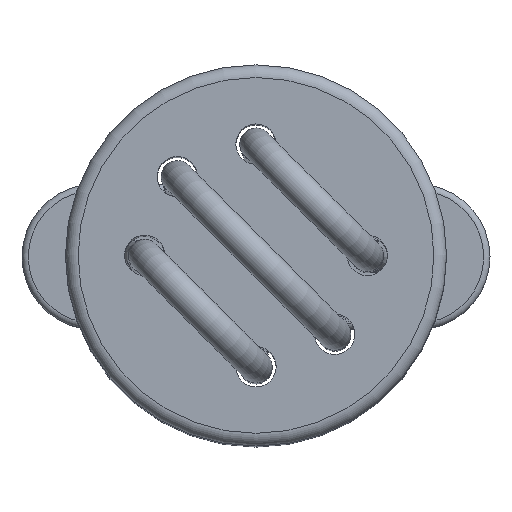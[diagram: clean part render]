
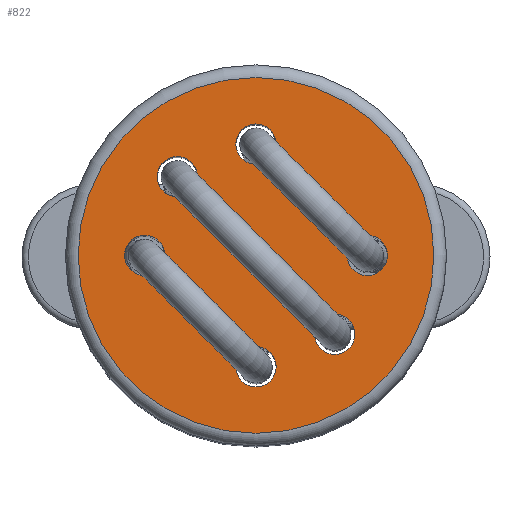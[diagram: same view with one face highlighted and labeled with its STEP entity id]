
A CAD part, top view. The second image highlights one B-rep face of the part: STEP entity #822.
In plain terms, the highlighted planar face has unit normal (0, 0, 1).
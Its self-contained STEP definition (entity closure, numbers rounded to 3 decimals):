
#33=FACE_BOUND('',#224,.T.);
#34=FACE_BOUND('',#225,.T.);
#35=FACE_BOUND('',#226,.T.);
#36=FACE_BOUND('',#227,.T.);
#37=FACE_BOUND('',#228,.T.);
#38=FACE_BOUND('',#229,.T.);
#46=PLANE('',#972);
#167=FACE_OUTER_BOUND('',#223,.T.);
#223=EDGE_LOOP('',(#740,#741));
#224=EDGE_LOOP('',(#742));
#225=EDGE_LOOP('',(#743));
#226=EDGE_LOOP('',(#744));
#227=EDGE_LOOP('',(#745));
#228=EDGE_LOOP('',(#746));
#229=EDGE_LOOP('',(#747));
#319=CIRCLE('',#969,2.8);
#321=CIRCLE('',#971,2.8);
#322=CIRCLE('',#973,0.318);
#323=CIRCLE('',#974,0.318);
#324=CIRCLE('',#975,0.318);
#325=CIRCLE('',#976,0.318);
#326=CIRCLE('',#977,0.318);
#327=CIRCLE('',#978,0.318);
#401=VERTEX_POINT('',#1607);
#402=VERTEX_POINT('',#1608);
#403=VERTEX_POINT('',#1613);
#404=VERTEX_POINT('',#1615);
#405=VERTEX_POINT('',#1617);
#406=VERTEX_POINT('',#1619);
#407=VERTEX_POINT('',#1621);
#408=VERTEX_POINT('',#1623);
#515=EDGE_CURVE('',#401,#402,#319,.T.);
#517=EDGE_CURVE('',#402,#401,#321,.T.);
#518=EDGE_CURVE('',#403,#403,#322,.T.);
#519=EDGE_CURVE('',#404,#404,#323,.T.);
#520=EDGE_CURVE('',#405,#405,#324,.T.);
#521=EDGE_CURVE('',#406,#406,#325,.T.);
#522=EDGE_CURVE('',#407,#407,#326,.T.);
#523=EDGE_CURVE('',#408,#408,#327,.T.);
#740=ORIENTED_EDGE('',*,*,#515,.F.);
#741=ORIENTED_EDGE('',*,*,#517,.F.);
#742=ORIENTED_EDGE('',*,*,#518,.T.);
#743=ORIENTED_EDGE('',*,*,#519,.T.);
#744=ORIENTED_EDGE('',*,*,#520,.T.);
#745=ORIENTED_EDGE('',*,*,#521,.T.);
#746=ORIENTED_EDGE('',*,*,#522,.T.);
#747=ORIENTED_EDGE('',*,*,#523,.T.);
#822=ADVANCED_FACE('',(#167,#33,#34,#35,#36,#37,#38),#46,.T.);
#969=AXIS2_PLACEMENT_3D('',#1609,#1246,#1247);
#971=AXIS2_PLACEMENT_3D('',#1611,#1250,#1251);
#972=AXIS2_PLACEMENT_3D('',#1612,#1252,#1253);
#973=AXIS2_PLACEMENT_3D('',#1614,#1254,#1255);
#974=AXIS2_PLACEMENT_3D('',#1616,#1256,#1257);
#975=AXIS2_PLACEMENT_3D('',#1618,#1258,#1259);
#976=AXIS2_PLACEMENT_3D('',#1620,#1260,#1261);
#977=AXIS2_PLACEMENT_3D('',#1622,#1262,#1263);
#978=AXIS2_PLACEMENT_3D('',#1624,#1264,#1265);
#1246=DIRECTION('center_axis',(0.,0.,-1.));
#1247=DIRECTION('ref_axis',(-1.,0.,0.));
#1250=DIRECTION('center_axis',(0.,0.,-1.));
#1251=DIRECTION('ref_axis',(-1.,0.,0.));
#1252=DIRECTION('center_axis',(0.,0.,1.));
#1253=DIRECTION('ref_axis',(1.,0.,0.));
#1254=DIRECTION('center_axis',(0.,0.,-1.));
#1255=DIRECTION('ref_axis',(-1.,0.,0.));
#1256=DIRECTION('center_axis',(0.,0.,-1.));
#1257=DIRECTION('ref_axis',(-1.,0.,0.));
#1258=DIRECTION('center_axis',(0.,0.,-1.));
#1259=DIRECTION('ref_axis',(-1.,0.,0.));
#1260=DIRECTION('center_axis',(0.,0.,-1.));
#1261=DIRECTION('ref_axis',(-1.,0.,0.));
#1262=DIRECTION('center_axis',(0.,0.,-1.));
#1263=DIRECTION('ref_axis',(-1.,0.,0.));
#1264=DIRECTION('center_axis',(0.,0.,-1.));
#1265=DIRECTION('ref_axis',(-1.,0.,0.));
#1607=CARTESIAN_POINT('',(5.34,0.,13.81));
#1608=CARTESIAN_POINT('',(-0.26,0.,13.81));
#1609=CARTESIAN_POINT('Origin',(2.54,0.,13.81));
#1611=CARTESIAN_POINT('Origin',(2.54,0.,13.81));
#1612=CARTESIAN_POINT('Origin',(2.54,0.,13.81));
#1613=CARTESIAN_POINT('',(2.858,1.753,13.81));
#1614=CARTESIAN_POINT('Origin',(2.54,1.753,13.81));
#1615=CARTESIAN_POINT('',(1.618,1.239,13.81));
#1616=CARTESIAN_POINT('Origin',(1.301,1.239,13.81));
#1617=CARTESIAN_POINT('',(1.105,0.,13.81));
#1618=CARTESIAN_POINT('Origin',(0.787,0.,13.81));
#1619=CARTESIAN_POINT('',(2.858,-1.753,13.81));
#1620=CARTESIAN_POINT('Origin',(2.54,-1.753,13.81));
#1621=CARTESIAN_POINT('',(4.097,-1.239,13.81));
#1622=CARTESIAN_POINT('Origin',(3.779,-1.239,13.81));
#1623=CARTESIAN_POINT('',(4.61,0.,13.81));
#1624=CARTESIAN_POINT('Origin',(4.293,0.,13.81));
